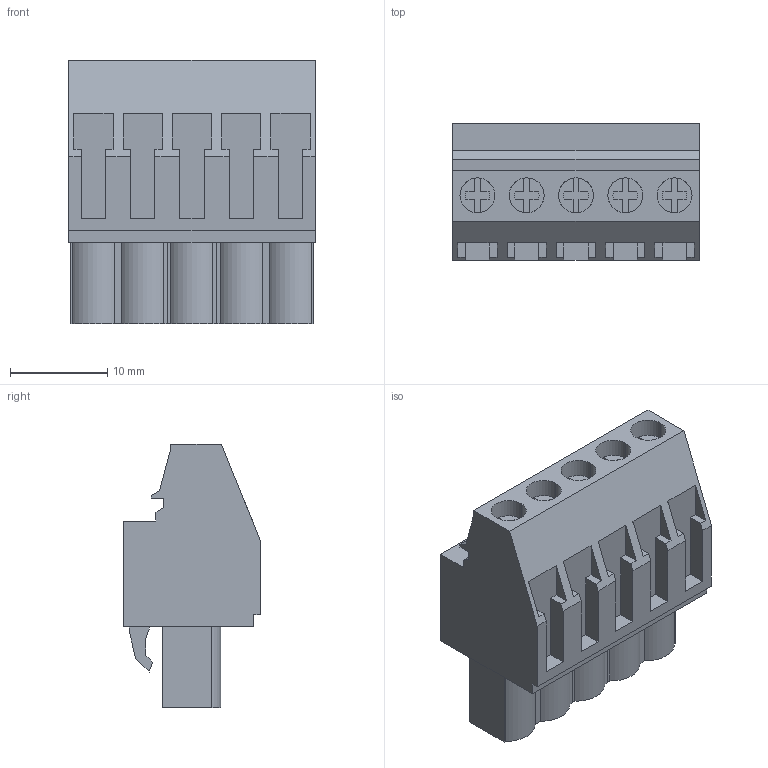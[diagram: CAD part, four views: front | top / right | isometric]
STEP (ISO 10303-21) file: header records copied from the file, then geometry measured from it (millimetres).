
FILE_DESCRIPTION(('CATIA V5 STEP','CAx-IF Rec.Pracs.--- Model Styling and Organization---1.2---2011-12-15'),'2;1');
FILE_NAME ('D1467917_0_1948270000_1948270000.stp','2017-09-08T10:56:40+00:00',('none'),('Weidmueller'),'CATIA Version 5-6 Release 2014','CATIA V5 STEP AP214','none');
FILE_SCHEMA(('AUTOMOTIVE_DESIGN { 1 0 10303 214 1 1 1 1 }'));
Length unit declared in the file: millimetre
Products named in the file (1): 1948270000
Bounding box: 25.4 x 14.1 x 27.2 mm (x, y, z)
Volume: 5789.8 mm3; surface area: 3717.5 mm2
Topology: 6 solids, 6 shells, 349 faces, 960 edges, 646 vertices
Faces by surface type: plane 304, cylinder 43, extrusion 2
Entity records: 10404 total; most frequent: ORIENTED_EDGE 1920, CARTESIAN_POINT 1859, DIRECTION 1458, EDGE_CURVE 960, VECTOR 852, LINE 850, VERTEX_POINT 646, EDGE_LOOP 372
